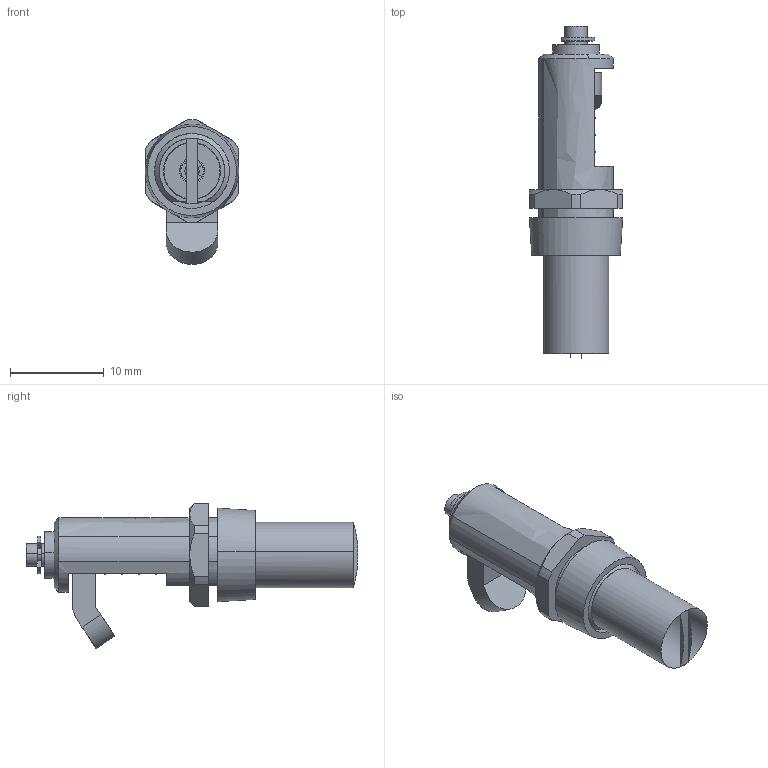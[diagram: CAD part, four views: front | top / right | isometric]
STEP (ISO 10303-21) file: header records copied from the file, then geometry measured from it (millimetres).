
FILE_DESCRIPTION((''),'2;1');
FILE_NAME('','2005-07-15T14:29:21',(''),(''),'','CADfix','');
FILE_SCHEMA(('AUTOMOTIVE_DESIGN'));
Length unit declared in the file: millimetre
Products named in the file (9): spring; screw_shaft; retainer; nut_2; nut_1; collar; cam; body; TL_157_17413_36
Assembly tree (8 placements, depth 2):
  TL_157_17413_36
    spring
    screw_shaft
    retainer
    nut_2
    nut_1
    collar
    cam
    body
Bounding box: 10 x 35.49 x 15.5 mm (x, y, z)
Volume: 1275 mm3; surface area: 2194.7 mm2
Topology: 8 solids, 8 shells, 110 faces, 328 edges, 242 vertices
Faces by surface type: bspline 110
Entity records: 5725 total; most frequent: CARTESIAN_POINT 3704, ORIENTED_EDGE 656, EDGE_CURVE 328, VERTEX_POINT 242, EDGE_LOOP 130, QUASI_UNIFORM_CURVE 111, FACE_OUTER_BOUND 110, ADVANCED_FACE 110
